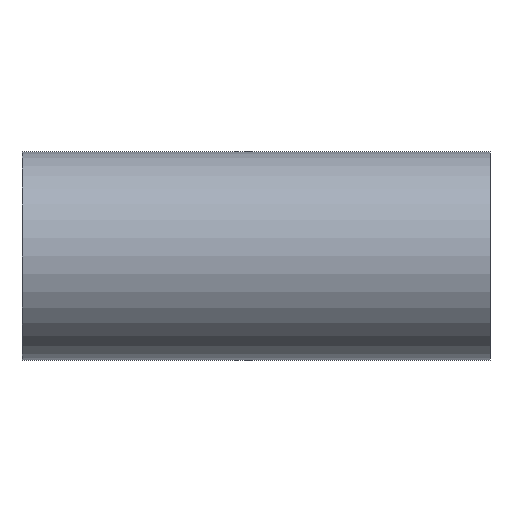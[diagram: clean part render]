
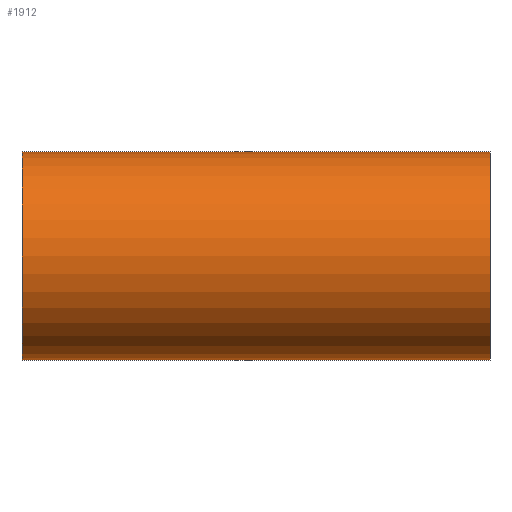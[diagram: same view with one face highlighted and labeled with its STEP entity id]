
A CAD part, front view. The second image highlights one B-rep face of the part: STEP entity #1912.
In plain terms, the highlighted cylindrical face has radius 38.1 mm (diameter 76.2 mm), a partial arc.
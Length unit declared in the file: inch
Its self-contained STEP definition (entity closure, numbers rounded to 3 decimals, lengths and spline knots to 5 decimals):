
#94 = DIRECTION ( 'NONE',  ( 0., 0., 1. ) ) ;
#176 = VERTEX_POINT ( 'NONE', #1325 ) ;
#180 = VECTOR ( 'NONE', #2229, 39.37008 ) ;
#224 = EDGE_CURVE ( 'NONE', #1983, #1791, #1907, .T. ) ;
#236 = ORIENTED_EDGE ( 'NONE', *, *, #1401, .F. ) ;
#297 = CARTESIAN_POINT ( 'NONE',  ( -3.37402, 0., -0.06182 ) ) ;
#306 = EDGE_CURVE ( 'NONE', #176, #1983, #1095, .T. ) ;
#309 = CIRCLE ( 'NONE', #1621, 1.5 ) ;
#359 = VERTEX_POINT ( 'NONE', #996 ) ;
#399 = ORIENTED_EDGE ( 'NONE', *, *, #1113, .F. ) ;
#495 = AXIS2_PLACEMENT_3D ( 'NONE', #297, #641, #1148 ) ;
#557 = CYLINDRICAL_SURFACE ( 'NONE', #1606, 1.5 ) ;
#623 = CARTESIAN_POINT ( 'NONE',  ( -3.37402, 0., 1.43818 ) ) ;
#641 = DIRECTION ( 'NONE',  ( 1., 0., 0. ) ) ;
#655 = CARTESIAN_POINT ( 'NONE',  ( 3.37402, 0., -1.56182 ) ) ;
#760 = LINE ( 'NONE', #655, #2103 ) ;
#805 = CARTESIAN_POINT ( 'NONE',  ( 3.37402, 0., -0.06182 ) ) ;
#882 = DIRECTION ( 'NONE',  ( 1., 0., 0. ) ) ;
#996 = CARTESIAN_POINT ( 'NONE',  ( 3.37402, 0., -1.56182 ) ) ;
#1091 = EDGE_LOOP ( 'NONE', ( #236, #399, #1577, #1181 ) ) ;
#1095 = LINE ( 'NONE', #1888, #180 ) ;
#1113 = EDGE_CURVE ( 'NONE', #176, #359, #309, .T. ) ;
#1148 = DIRECTION ( 'NONE',  ( 0., 0., -1. ) ) ;
#1181 = ORIENTED_EDGE ( 'NONE', *, *, #224, .T. ) ;
#1244 = FACE_OUTER_BOUND ( 'NONE', #1091, .T. ) ;
#1325 = CARTESIAN_POINT ( 'NONE',  ( 3.37402, 0., 1.43818 ) ) ;
#1401 = EDGE_CURVE ( 'NONE', #359, #1791, #760, .T. ) ;
#1513 = DIRECTION ( 'NONE',  ( -1., 0., 0. ) ) ;
#1577 = ORIENTED_EDGE ( 'NONE', *, *, #306, .T. ) ;
#1606 = AXIS2_PLACEMENT_3D ( 'NONE', #805, #2020, #94 ) ;
#1621 = AXIS2_PLACEMENT_3D ( 'NONE', #1931, #882, #1626 ) ;
#1626 = DIRECTION ( 'NONE',  ( 0., 0., -1. ) ) ;
#1791 = VERTEX_POINT ( 'NONE', #2014 ) ;
#1888 = CARTESIAN_POINT ( 'NONE',  ( 3.37402, 0., 1.43818 ) ) ;
#1907 = CIRCLE ( 'NONE', #495, 1.5 ) ;
#1912 = ADVANCED_FACE ( 'NONE', ( #1244 ), #557, .T. ) ;
#1931 = CARTESIAN_POINT ( 'NONE',  ( 3.37402, 0., -0.06182 ) ) ;
#1983 = VERTEX_POINT ( 'NONE', #623 ) ;
#2014 = CARTESIAN_POINT ( 'NONE',  ( -3.37402, 0., -1.56182 ) ) ;
#2020 = DIRECTION ( 'NONE',  ( -1., 0., 0. ) ) ;
#2103 = VECTOR ( 'NONE', #1513, 39.37008 ) ;
#2229 = DIRECTION ( 'NONE',  ( -1., 0., 0. ) ) ;
